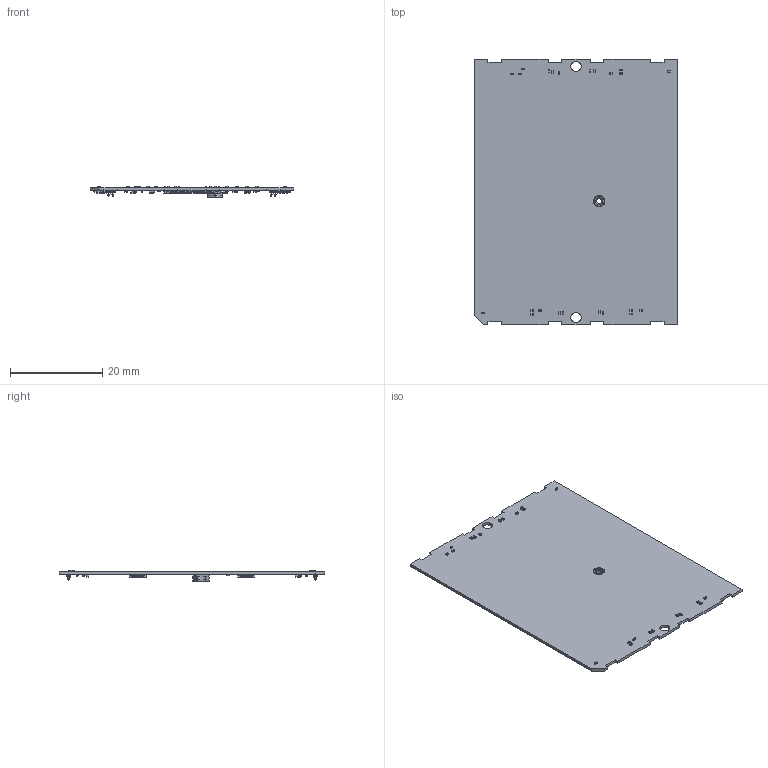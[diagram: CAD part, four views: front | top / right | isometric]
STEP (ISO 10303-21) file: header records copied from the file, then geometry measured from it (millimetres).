
FILE_DESCRIPTION(('Open CASCADE Model'),'2;1');
FILE_NAME('Open CASCADE Shape Model','2023-05-30T15:44:52',('Author'),( 'Open CASCADE'),'Open CASCADE STEP processor 7.5','Open CASCADE 7.5' ,'Unknown');
FILE_SCHEMA(('AUTOMOTIVE_DESIGN { 1 0 10303 214 1 1 1 1 }'));
Length unit declared in the file: millimetre
Products named in the file (93): PCB; Board; Open CASCADE STEP translator 7.5 1.1.1; U4; 6032338224; U1; 6582809744; U3; U2; C21_U1; CAPC0603X33N; C2_U4; R1_U3; RESC0603X28N; J3; 6032337264; J4; 6582807344; M1; SMTSO-080-2ET-PennEngineering-3D-03-15-2023; R4_U4; R6; C4_U3; C15_U3; R4_U3; R5; R2; R4_U2; R4_U1; R3; R1_U4; R1_U2; R1_U1; C23_U4; C23_U3; C23_U2; C23_U1; C22_U4; C22_U3; C22_U2 ...
Assembly tree (166 placements, depth 3):
  PCB
    Board
      Open CASCADE STEP translator 7.5 1.1.1
    U4
      6032338224
    U1
      6582809744
    U3
      6582809744
    U2
      6032338224
    C21_U1
      CAPC0603X33N
    C2_U4
      CAPC0603X33N
    R1_U3
      RESC0603X28N
    J3
      6032337264
    J4
      6582807344
    M1
      SMTSO-080-2ET-PennEngineering-3D-03-15-2023
    R4_U4
      RESC0603X28N
    R6
      RESC0603X28N
    C4_U3
      CAPC0603X33N
    C15_U3
      CAPC0603X33N
    R4_U3
      RESC0603X28N
    R5
      RESC0603X28N
    R2
      RESC0603X28N
    R4_U2
      RESC0603X28N
    R4_U1
      RESC0603X28N
    R3
      RESC0603X28N
    R1_U4
      RESC0603X28N
    R1_U2
      RESC0603X28N
    R1_U1
      RESC0603X28N
    C23_U4
      CAPC0603X33N
    C23_U3
      CAPC0603X33N
    C23_U2
      CAPC0603X33N
    C23_U1
      CAPC0603X33N
    C22_U4
      CAPC0603X33N
    C22_U3
Bounding box: 44.1 x 57.5 x 2.54 mm (x, y, z)
Volume: 1599.2 mm3; surface area: 5551.5 mm2
Topology: 233 solids, 235 shells, 6485 faces, 16600 edges, 10004 vertices
Faces by surface type: cylinder 3199, plane 2572, sphere 608, cone 70, bspline 36
Full cylindrical faces by diameter (mm): 2.2 x2, 2.49 x1
Entity records: 58424 total; most frequent: CARTESIAN_POINT 11632, ORIENTED_EDGE 9484, DIRECTION 9154, EDGE_CURVE 4742, LINE 3638, VECTOR 3638, VERTEX_POINT 3094, AXIS2_PLACEMENT_3D 2758
